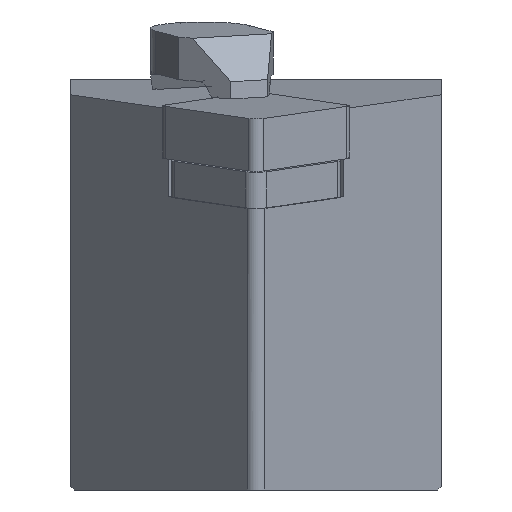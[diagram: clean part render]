
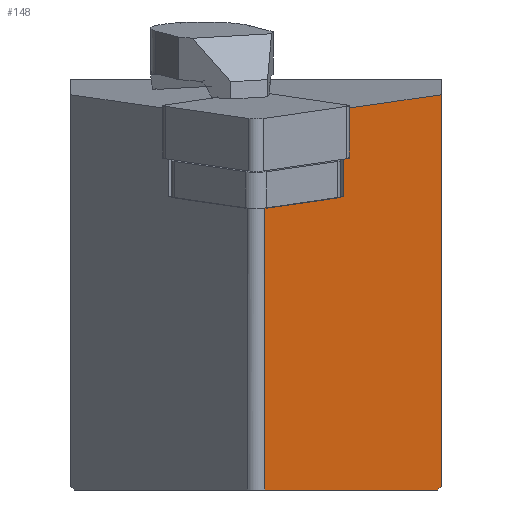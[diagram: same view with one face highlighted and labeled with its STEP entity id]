
A CAD part, left-side view. The second image highlights one B-rep face of the part: STEP entity #148.
In plain terms, the highlighted planar face has unit normal (-0.638, -0.766, -0.078).
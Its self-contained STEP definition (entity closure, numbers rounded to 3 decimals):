
#148=ADVANCED_FACE('',(#263),#214,.F.);
#214=PLANE('',#1289);
#263=FACE_OUTER_BOUND('',#330,.T.);
#330=EDGE_LOOP('',(#690,#691,#692,#693,#694,#695,#696,#697));
#390=LINE('',#1717,#519);
#394=LINE('',#1726,#523);
#405=LINE('',#1753,#534);
#420=LINE('',#1785,#549);
#421=LINE('',#1786,#550);
#422=LINE('',#1788,#551);
#423=LINE('',#1790,#552);
#424=LINE('',#1792,#553);
#519=VECTOR('',#1385,1.);
#523=VECTOR('',#1391,1.);
#534=VECTOR('',#1410,1.);
#549=VECTOR('',#1437,1.);
#550=VECTOR('',#1438,1.);
#551=VECTOR('',#1439,1.);
#552=VECTOR('',#1440,1.);
#553=VECTOR('',#1441,1.);
#690=ORIENTED_EDGE('',*,*,#1118,.F.);
#691=ORIENTED_EDGE('',*,*,#1084,.F.);
#692=ORIENTED_EDGE('',*,*,#1119,.F.);
#693=ORIENTED_EDGE('',*,*,#1120,.F.);
#694=ORIENTED_EDGE('',*,*,#1121,.F.);
#695=ORIENTED_EDGE('',*,*,#1122,.F.);
#696=ORIENTED_EDGE('',*,*,#1101,.F.);
#697=ORIENTED_EDGE('',*,*,#1088,.F.);
#979=VERTEX_POINT('',#1715);
#981=VERTEX_POINT('',#1718);
#984=VERTEX_POINT('',#1725);
#985=VERTEX_POINT('',#1727);
#997=VERTEX_POINT('',#1754);
#1008=VERTEX_POINT('',#1787);
#1009=VERTEX_POINT('',#1789);
#1010=VERTEX_POINT('',#1791);
#1084=EDGE_CURVE('',#979,#981,#390,.T.);
#1088=EDGE_CURVE('',#984,#985,#394,.T.);
#1101=EDGE_CURVE('',#985,#997,#405,.T.);
#1118=EDGE_CURVE('',#981,#984,#420,.T.);
#1119=EDGE_CURVE('',#1008,#979,#421,.T.);
#1120=EDGE_CURVE('',#1009,#1008,#422,.T.);
#1121=EDGE_CURVE('',#1010,#1009,#423,.T.);
#1122=EDGE_CURVE('',#997,#1010,#424,.T.);
#1289=AXIS2_PLACEMENT_3D('',#1793,#1442,#1443);
#1385=DIRECTION('',(0.76,-0.643,0.093));
#1391=DIRECTION('',(0.76,-0.643,0.093));
#1410=DIRECTION('',(0.122,0.,-0.993));
#1437=DIRECTION('',(-0.122,0.,0.993));
#1438=DIRECTION('',(0.76,-0.643,0.093));
#1439=DIRECTION('',(-0.122,0.,0.993));
#1440=DIRECTION('',(-0.768,0.64,0.));
#1441=DIRECTION('',(-0.606,0.562,-0.562));
#1442=DIRECTION('',(0.638,0.766,0.078));
#1443=DIRECTION('',(-0.768,0.64,0.));
#1715=CARTESIAN_POINT('',(10.639,-23.328,-6.693));
#1717=CARTESIAN_POINT('',(20.897,-32.,-5.434));
#1718=CARTESIAN_POINT('',(10.927,-23.571,-6.658));
#1725=CARTESIAN_POINT('',(9.996,-23.571,0.925));
#1726=CARTESIAN_POINT('',(19.966,-32.,2.149));
#1727=CARTESIAN_POINT('',(19.966,-32.,2.149));
#1753=CARTESIAN_POINT('',(24.804,-32.,-37.255));
#1754=CARTESIAN_POINT('',(24.122,-32.,-31.7));
#1785=CARTESIAN_POINT('',(14.834,-23.571,-38.479));
#1786=CARTESIAN_POINT('',(20.897,-32.,-5.434));
#1787=CARTESIAN_POINT('',(2.877,-16.766,-7.646));
#1788=CARTESIAN_POINT('',(6.785,-16.766,-39.467));
#1789=CARTESIAN_POINT('',(5.868,-16.766,-32.));
#1790=CARTESIAN_POINT('',(24.54,-32.317,-32.));
#1791=CARTESIAN_POINT('',(23.799,-31.7,-32.));
#1792=CARTESIAN_POINT('',(22.479,-30.476,-33.224));
#1793=CARTESIAN_POINT('',(24.804,-32.,-37.255));
